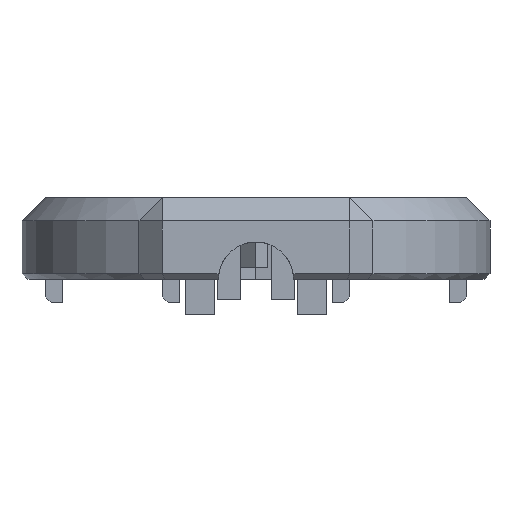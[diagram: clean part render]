
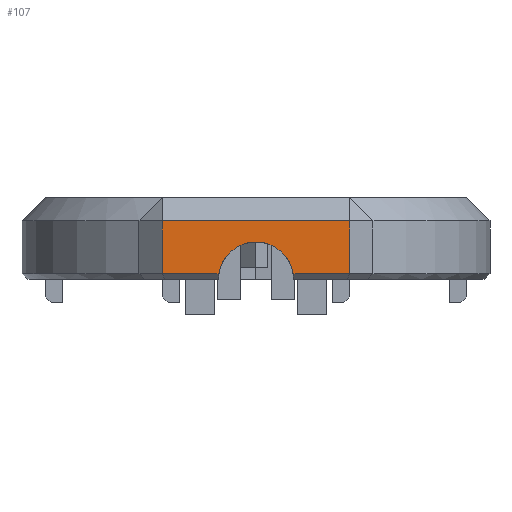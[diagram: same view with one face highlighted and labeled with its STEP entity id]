
A CAD part, left-side view. The second image highlights one B-rep face of the part: STEP entity #107.
In plain terms, the highlighted planar face has unit normal (-1, 0, 0).
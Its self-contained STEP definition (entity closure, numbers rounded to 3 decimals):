
#35 = VECTOR ( 'NONE', #11817, 1000. ) ;
#107 = ADVANCED_FACE ( 'NONE', ( #2229 ), #6751, .T. ) ;
#145 = DIRECTION ( 'NONE',  ( 0., -1., 0. ) ) ;
#150 = CARTESIAN_POINT ( 'NONE',  ( 0., 20., 0.004 ) ) ;
#201 = DIRECTION ( 'NONE',  ( 0., -1., 0. ) ) ;
#351 = DIRECTION ( 'NONE',  ( -1., 0., 0. ) ) ;
#394 = ORIENTED_EDGE ( 'NONE', *, *, #1350, .T. ) ;
#974 = EDGE_CURVE ( 'NONE', #7815, #3872, #13388, .T. ) ;
#1350 = EDGE_CURVE ( 'NONE', #8895, #10145, #6430, .T. ) ;
#1879 = ORIENTED_EDGE ( 'NONE', *, *, #3962, .T. ) ;
#2229 = FACE_OUTER_BOUND ( 'NONE', #7398, .T. ) ;
#2329 = ORIENTED_EDGE ( 'NONE', *, *, #10530, .T. ) ;
#2626 = ORIENTED_EDGE ( 'NONE', *, *, #974, .F. ) ;
#2944 = DIRECTION ( 'NONE',  ( 0., 0., 1. ) ) ;
#3176 = VECTOR ( 'NONE', #4466, 1000. ) ;
#3804 = CARTESIAN_POINT ( 'NONE',  ( 0., 12., 0.5 ) ) ;
#3872 = VERTEX_POINT ( 'NONE', #9246 ) ;
#3962 = EDGE_CURVE ( 'NONE', #12424, #8895, #8810, .T. ) ;
#3984 = CARTESIAN_POINT ( 'NONE',  ( 0., 23.2, 0.5 ) ) ;
#4031 = ORIENTED_EDGE ( 'NONE', *, *, #11271, .T. ) ;
#4116 = DIRECTION ( 'NONE',  ( 0., -1., 0. ) ) ;
#4457 = CARTESIAN_POINT ( 'NONE',  ( 0., 28., 5. ) ) ;
#4466 = DIRECTION ( 'NONE',  ( 0., 0., -1. ) ) ;
#6371 = DIRECTION ( 'NONE',  ( -1., 0., 0. ) ) ;
#6430 = LINE ( 'NONE', #6496, #3176 ) ;
#6496 = CARTESIAN_POINT ( 'NONE',  ( 0., 28., 7. ) ) ;
#6751 = PLANE ( 'NONE',  #10569 ) ;
#6770 = CARTESIAN_POINT ( 'NONE',  ( 0., 0., 5. ) ) ;
#6807 = VECTOR ( 'NONE', #4116, 1000. ) ;
#7398 = EDGE_LOOP ( 'NONE', ( #2626, #13265, #2329, #1879, #394, #4031 ) ) ;
#7449 = CARTESIAN_POINT ( 'NONE',  ( 0., 0., 7. ) ) ;
#7669 = CARTESIAN_POINT ( 'NONE',  ( 0., 12., 0.5 ) ) ;
#7815 = VERTEX_POINT ( 'NONE', #13211 ) ;
#8100 = VECTOR ( 'NONE', #145, 1000. ) ;
#8192 = LINE ( 'NONE', #3984, #6807 ) ;
#8265 = EDGE_CURVE ( 'NONE', #7815, #12040, #13124, .T. ) ;
#8307 = LINE ( 'NONE', #9125, #11798 ) ;
#8557 = DIRECTION ( 'NONE',  ( 0., -1., 0. ) ) ;
#8810 = LINE ( 'NONE', #6770, #35 ) ;
#8895 = VERTEX_POINT ( 'NONE', #4457 ) ;
#9125 = CARTESIAN_POINT ( 'NONE',  ( 0., 12., 7. ) ) ;
#9246 = CARTESIAN_POINT ( 'NONE',  ( 0., 23.161, 0.5 ) ) ;
#10145 = VERTEX_POINT ( 'NONE', #11528 ) ;
#10530 = EDGE_CURVE ( 'NONE', #12040, #12424, #8307, .T. ) ;
#10569 = AXIS2_PLACEMENT_3D ( 'NONE', #7449, #6371, #201 ) ;
#11222 = AXIS2_PLACEMENT_3D ( 'NONE', #150, #351, #8557 ) ;
#11271 = EDGE_CURVE ( 'NONE', #10145, #3872, #8192, .T. ) ;
#11528 = CARTESIAN_POINT ( 'NONE',  ( 0., 28., 0.5 ) ) ;
#11798 = VECTOR ( 'NONE', #2944, 1000. ) ;
#11817 = DIRECTION ( 'NONE',  ( 0., 1., 0. ) ) ;
#11820 = CARTESIAN_POINT ( 'NONE',  ( 0., 12., 5. ) ) ;
#12040 = VERTEX_POINT ( 'NONE', #7669 ) ;
#12424 = VERTEX_POINT ( 'NONE', #11820 ) ;
#13124 = LINE ( 'NONE', #3804, #8100 ) ;
#13211 = CARTESIAN_POINT ( 'NONE',  ( 0., 16.839, 0.5 ) ) ;
#13265 = ORIENTED_EDGE ( 'NONE', *, *, #8265, .T. ) ;
#13388 = CIRCLE ( 'NONE', #11222, 3.2 ) ;
